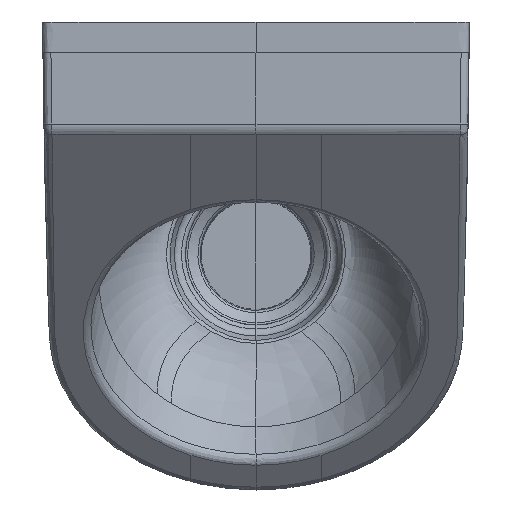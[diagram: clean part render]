
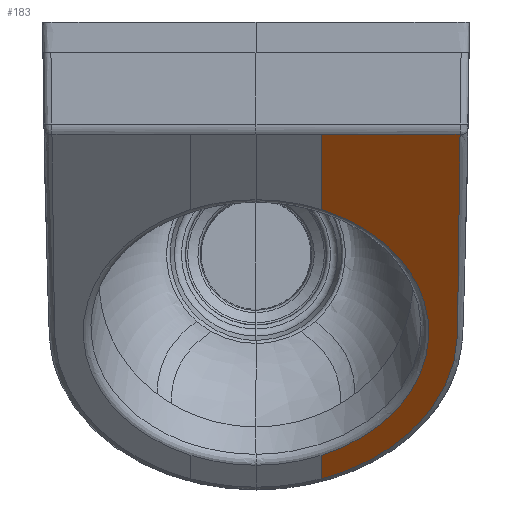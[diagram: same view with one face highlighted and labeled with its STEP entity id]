
A CAD part, top view. The second image highlights one B-rep face of the part: STEP entity #183.
In plain terms, the highlighted planar face has unit normal (0, -0.643, 0.766).
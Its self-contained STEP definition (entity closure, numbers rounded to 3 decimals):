
#119=PLANE('',#1931);
#183=ADVANCED_FACE('',(#363),#119,.T.);
#363=FACE_OUTER_BOUND('',#477,.T.);
#477=EDGE_LOOP('',(#828,#829,#830,#831,#832,#833,#834));
#546=LINE('',#13692,#558);
#547=LINE('',#13723,#559);
#558=VECTOR('',#2018,1.);
#559=VECTOR('',#2021,1.);
#828=ORIENTED_EDGE('',*,*,#1513,.F.);
#829=ORIENTED_EDGE('',*,*,#1514,.T.);
#830=ORIENTED_EDGE('',*,*,#1515,.T.);
#831=ORIENTED_EDGE('',*,*,#1508,.F.);
#832=ORIENTED_EDGE('',*,*,#1507,.F.);
#833=ORIENTED_EDGE('',*,*,#1505,.F.);
#834=ORIENTED_EDGE('',*,*,#1501,.F.);
#1266=VERTEX_POINT('',#13480);
#1267=VERTEX_POINT('',#13485);
#1269=VERTEX_POINT('',#13501);
#1270=VERTEX_POINT('',#13564);
#1271=VERTEX_POINT('',#13577);
#1274=VERTEX_POINT('',#13691);
#1275=VERTEX_POINT('',#13722);
#1501=EDGE_CURVE('',#1266,#1267,#1773,.T.);
#1505=EDGE_CURVE('',#1267,#1269,#1776,.T.);
#1507=EDGE_CURVE('',#1269,#1270,#1778,.T.);
#1508=EDGE_CURVE('',#1270,#1271,#1779,.T.);
#1513=EDGE_CURVE('',#1274,#1266,#546,.T.);
#1514=EDGE_CURVE('',#1274,#1275,#1784,.T.);
#1515=EDGE_CURVE('',#1275,#1271,#547,.T.);
#1773=B_SPLINE_CURVE_WITH_KNOTS('',3,(#13481,#13482,#13483,#13484),
 .UNSPECIFIED.,.F.,.F.,(4,4),(0.,1.),.UNSPECIFIED.);
#1776=B_SPLINE_CURVE_WITH_KNOTS('',3,(#13497,#13498,#13499,#13500),
 .UNSPECIFIED.,.F.,.F.,(4,4),(0.,1.),.UNSPECIFIED.);
#1778=B_SPLINE_CURVE_WITH_KNOTS('',3,(#13558,#13559,#13560,#13561,#13562,
#13563),.UNSPECIFIED.,.F.,.F.,(4,2,4),(0.,0.5,1.),.UNSPECIFIED.);
#1779=B_SPLINE_CURVE_WITH_KNOTS('',3,(#13565,#13566,#13567,#13568,#13569,
#13570,#13571,#13572,#13573,#13574,#13575,#13576),.UNSPECIFIED.,.F.,.F.,
(4,2,2,2,2,4),(0.,0.125,0.25,0.5,0.75,1.),.UNSPECIFIED.);
#1784=B_SPLINE_CURVE_WITH_KNOTS('',3,(#13694,#13695,#13696,#13697,#13698,
#13699,#13700,#13701,#13702,#13703,#13704,#13705,#13706,#13707,#13708,#13709,
#13710,#13711,#13712,#13713,#13714,#13715,#13716,#13717,#13718,#13719,#13720,
#13721),.UNSPECIFIED.,.F.,.F.,(4,2,2,2,2,2,2,2,2,2,2,2,2,4),(0.,0.125,0.25,
0.313,0.375,0.438,0.5,
0.563,0.594,0.625,0.75,
0.813,0.875,1.),.UNSPECIFIED.);
#1931=AXIS2_PLACEMENT_3D('',#13724,#2022,#2023);
#2018=DIRECTION('',(0.,0.766,0.643));
#2021=DIRECTION('',(0.,-0.766,-0.643));
#2022=DIRECTION('',(0.,-0.643,0.766));
#2023=DIRECTION('',(-0.029,-0.766,-0.643));
#13480=CARTESIAN_POINT('',(50.,-78.346,4.693));
#13481=CARTESIAN_POINT('',(50.,-78.346,4.693));
#13482=CARTESIAN_POINT('',(85.621,-78.346,4.693));
#13483=CARTESIAN_POINT('',(121.242,-78.346,4.693));
#13484=CARTESIAN_POINT('',(156.863,-78.346,4.693));
#13485=CARTESIAN_POINT('',(156.863,-78.346,4.692));
#13497=CARTESIAN_POINT('',(156.863,-78.346,4.692));
#13498=CARTESIAN_POINT('',(156.863,-78.487,4.575));
#13499=CARTESIAN_POINT('',(156.863,-78.628,4.456));
#13500=CARTESIAN_POINT('',(156.863,-78.769,4.337));
#13501=CARTESIAN_POINT('',(156.863,-78.769,4.337));
#13558=CARTESIAN_POINT('',(156.863,-78.769,4.337));
#13559=CARTESIAN_POINT('',(156.859,-129.816,-38.496));
#13560=CARTESIAN_POINT('',(156.254,-168.204,-70.707));
#13561=CARTESIAN_POINT('',(155.257,-219.639,-113.868));
#13562=CARTESIAN_POINT('',(154.875,-232.687,-124.817));
#13563=CARTESIAN_POINT('',(154.866,-233.06,-125.132));
#13564=CARTESIAN_POINT('',(154.864,-233.061,-125.131));
#13565=CARTESIAN_POINT('',(154.863,-233.061,-125.131));
#13566=CARTESIAN_POINT('',(154.636,-239.092,-130.192));
#13567=CARTESIAN_POINT('',(153.878,-245.112,-135.243));
#13568=CARTESIAN_POINT('',(151.118,-256.992,-145.211));
#13569=CARTESIAN_POINT('',(149.158,-262.852,-150.128));
#13570=CARTESIAN_POINT('',(141.555,-279.987,-164.505));
#13571=CARTESIAN_POINT('',(134.191,-290.809,-173.586));
#13572=CARTESIAN_POINT('',(115.584,-310.282,-189.925));
#13573=CARTESIAN_POINT('',(104.35,-318.935,-197.186));
#13574=CARTESIAN_POINT('',(78.993,-333.256,-209.202));
#13575=CARTESIAN_POINT('',(64.896,-338.945,-213.976));
#13576=CARTESIAN_POINT('',(50.,-342.861,-217.262));
#13577=CARTESIAN_POINT('',(50.,-342.861,-217.262));
#13691=CARTESIAN_POINT('',(50.,-135.987,-43.674));
#13692=CARTESIAN_POINT('',(50.,-213.733,-108.911));
#13694=CARTESIAN_POINT('',(50.,-135.987,-43.674));
#13695=CARTESIAN_POINT('',(62.193,-139.758,-46.839));
#13696=CARTESIAN_POINT('',(73.684,-144.945,-51.19));
#13697=CARTESIAN_POINT('',(94.005,-157.542,-61.761));
#13698=CARTESIAN_POINT('',(102.994,-165.038,-68.051));
#13699=CARTESIAN_POINT('',(114.048,-177.619,-78.608));
#13700=CARTESIAN_POINT('',(117.273,-181.957,-82.247));
#13701=CARTESIAN_POINT('',(122.89,-191.014,-89.847));
#13702=CARTESIAN_POINT('',(125.274,-195.73,-93.804));
#13703=CARTESIAN_POINT('',(129.083,-205.341,-101.869));
#13704=CARTESIAN_POINT('',(130.524,-210.282,-106.015));
#13705=CARTESIAN_POINT('',(132.432,-220.205,-114.341));
#13706=CARTESIAN_POINT('',(132.904,-225.207,-118.539));
#13707=CARTESIAN_POINT('',(132.884,-235.294,-127.003));
#13708=CARTESIAN_POINT('',(132.387,-240.368,-131.26));
#13709=CARTESIAN_POINT('',(130.911,-247.876,-137.56));
#13710=CARTESIAN_POINT('',(130.296,-250.375,-139.657));
#13711=CARTESIAN_POINT('',(128.848,-255.267,-143.762));
#13712=CARTESIAN_POINT('',(128.009,-257.687,-145.792));
#13713=CARTESIAN_POINT('',(123.234,-269.651,-155.832));
#13714=CARTESIAN_POINT('',(117.505,-278.887,-163.581));
#13715=CARTESIAN_POINT('',(106.507,-291.421,-174.099));
#13716=CARTESIAN_POINT('',(102.468,-295.365,-177.408));
#13717=CARTESIAN_POINT('',(93.641,-302.786,-183.635));
#13718=CARTESIAN_POINT('',(88.846,-306.269,-186.558));
#13719=CARTESIAN_POINT('',(73.606,-315.801,-194.556));
#13720=CARTESIAN_POINT('',(62.14,-321.032,-198.945));
#13721=CARTESIAN_POINT('',(50.,-324.841,-202.141));
#13722=CARTESIAN_POINT('',(50.,-324.841,-202.141));
#13723=CARTESIAN_POINT('',(50.,-213.733,-108.911));
#13724=CARTESIAN_POINT('',(161.712,-76.806,5.984));
